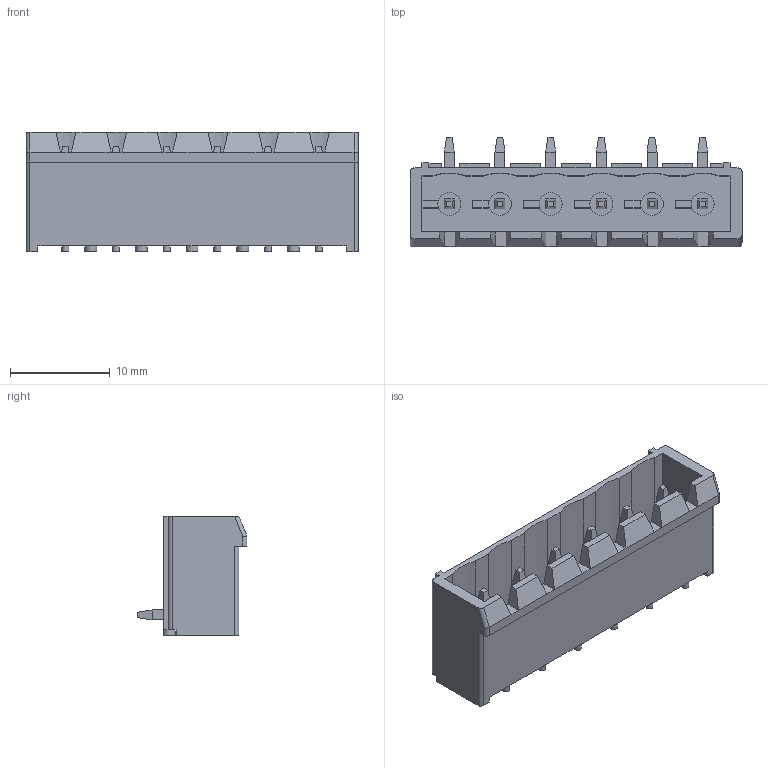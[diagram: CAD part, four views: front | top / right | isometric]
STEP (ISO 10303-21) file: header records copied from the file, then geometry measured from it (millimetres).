
FILE_DESCRIPTION( ( 'Unknown' ), '1' );
FILE_NAME( '691701540006B.stp', 'Unknown', ( 'Quentin LAIDEBEUR' ), ( 'WE' ), 'PSStep 15.0.49', 'Sample-box', ' ' );
FILE_SCHEMA( ( 'AUTOMOTIVE_DESIGN { 1 0 10303 214 1 1 1 1 }' ) );
Length unit declared in the file: millimetre
Products named in the file (3): Assem1; 06; 6917015400xxB_PIN
Assembly tree (7 placements, depth 2):
  Assem1
    06
    6917015400xxB_PIN  x6
Bounding box: 33.28 x 11 x 12 mm (x, y, z)
Volume: 1071.7 mm3; surface area: 3035.3 mm2
Topology: 7 solids, 7 shells, 349 faces, 922 edges, 586 vertices
Faces by surface type: plane 306, cylinder 43
Full cylindrical faces by diameter (mm): 0.7 x6, 1.2 x5, 2.3 x6
Entity records: 10111 total; most frequent: CARTESIAN_POINT 1404, ORIENTED_EDGE 1376, DIRECTION 1313, EDGE_CURVE 688, LINE 597, VECTOR 597, VERTEX_POINT 449, AXIS2_PLACEMENT_3D 358
